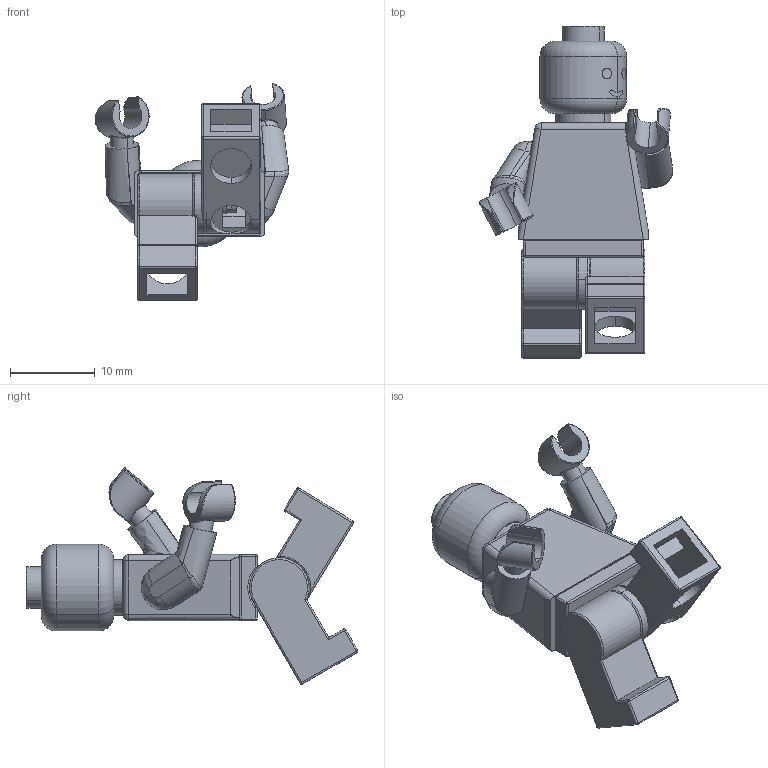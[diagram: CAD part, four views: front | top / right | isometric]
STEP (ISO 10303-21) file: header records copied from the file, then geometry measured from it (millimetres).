
FILE_DESCRIPTION (( 'STEP AP214' ), '1' );
FILE_NAME ('lego_man.STEP', '2015-02-05T12:56:52', ( 'Alexandre' ), ( '' ), 'SwSTEP 2.0', 'SolidWorks 2015', '' );
FILE_SCHEMA (( 'AUTOMOTIVE_DESIGN' ));
Length unit declared in the file: millimetre
Products named in the file (9): leg_left; joint_DＧaut; head_D‚faut; hand_D‚faut; arm lego_right; chest_DＧaut; lego_man; arm lego_left; leg_right
Assembly tree (9 placements, depth 2):
  lego_man
    chest_DＧaut
    arm lego_right
    hand_D‚faut  x2
    head_D‚faut
    joint_DＧaut
    leg_left
    leg_right
    arm lego_left
Bounding box: 22.78 x 39.05 x 25.48 mm (x, y, z)
Volume: 2966.4 mm3; surface area: 4761.5 mm2
Topology: 9 solids, 9 shells, 474 faces, 1182 edges, 718 vertices
Faces by surface type: cylinder 176, plane 158, torus 68, bspline 48, sphere 24
Entity records: 15835 total; most frequent: CARTESIAN_POINT 5307, ORIENTED_EDGE 2140, DIRECTION 2136, EDGE_CURVE 1070, AXIS2_PLACEMENT_3D 840, VERTEX_POINT 666, EDGE_LOOP 472, LINE 456
